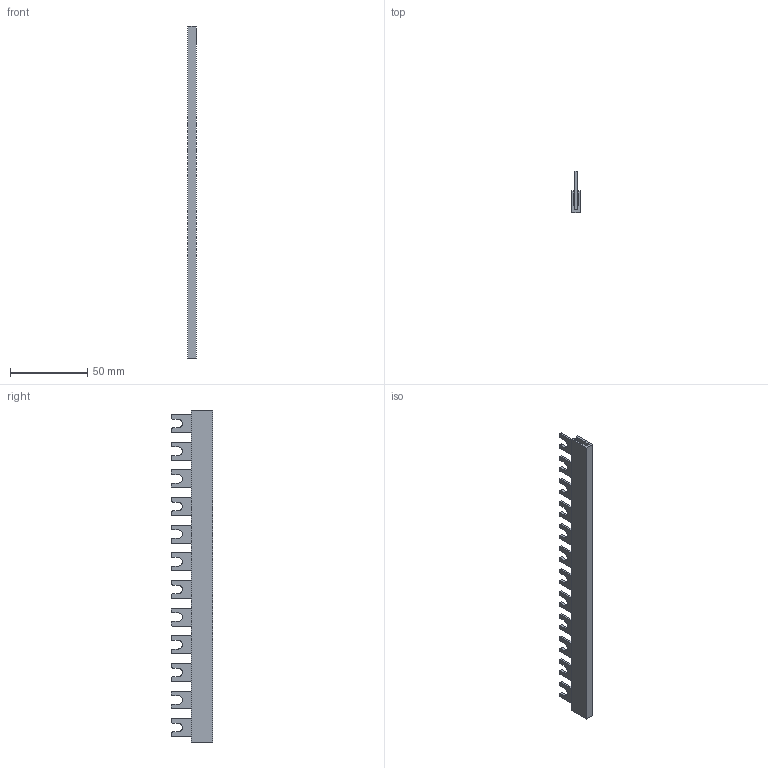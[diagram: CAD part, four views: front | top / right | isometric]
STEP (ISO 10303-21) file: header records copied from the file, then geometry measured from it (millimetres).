
FILE_DESCRIPTION((''),'2;1');
FILE_NAME('IZ16_1F_ASM','2021-04-01T',('marketing.praksa'),('Audax d.o.o.'),'CREO PARAMETRIC BY PTC INC, 2017480','CREO PARAMETRIC BY PTC INC, 2017480','');
FILE_SCHEMA(('AUTOMOTIVE_DESIGN { 1 0 10303 214 1 1 1 1 }'));
Products named in the file (4): PRT0171; S1F-16_02_01_SZYNA_REV_00; PRT9589; IZ16_1F_ASM
Assembly tree (3 placements, depth 2):
  IZ16_1F_ASM
    PRT0171
    S1F-16_02_01_SZYNA_REV_00
    PRT9589
Bounding box: 5.7 x 26.8 x 215 mm (x, y, z)
Volume: 15254.9 mm3; surface area: 23240.7 mm2
Topology: 5 solids, 5 shells, 339 faces, 978 edges, 652 vertices
Faces by surface type: plane 198, cylinder 130, bspline 11
Entity records: 17260 total; most frequent: CARTESIAN_POINT 2592, ORIENTED_EDGE 1956, DIRECTION 1812, PRESENTATION_STYLE_ASSIGNMENT 1322, STYLED_ITEM 1322, CURVE_STYLE 978, EDGE_CURVE 978, VERTEX_POINT 652
